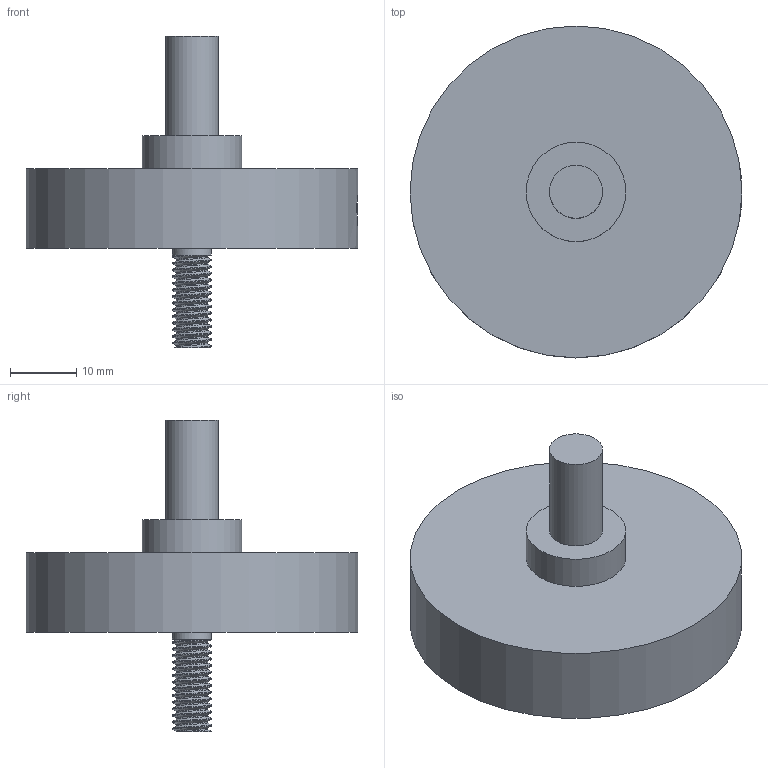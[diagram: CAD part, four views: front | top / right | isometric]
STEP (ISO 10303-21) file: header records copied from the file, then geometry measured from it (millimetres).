
FILE_DESCRIPTION(/* description */ (''),/* implementation_level */ '2;1');
FILE_NAME(/* name */ 'Cylindre v5.step',/* time_stamp */ '2023-04-30T15:47:48+02:00',/* author */ (''),/* organization */ (''),/* preprocessor_version */ 'ST-DEVELOPER v19.2',/* originating_system */ 'Autodesk Translation Framework v12.4.0.73',/* authorisation */ '');
FILE_SCHEMA (('AUTOMOTIVE_DESIGN { 1 0 10303 214 3 1 1 }'));
Length unit declared in the file: millimetre
Products named in the file (1): Cylindre
Bounding box: 50 x 50 x 47 mm (x, y, z)
Volume: 25289 mm3; surface area: 7115.3 mm2
Topology: 1 solids, 1 shells, 67 faces, 186 edges, 124 vertices
Faces by surface type: cylinder 55, plane 7, bspline 4, cone 1
Full cylindrical faces by diameter (mm): 4.744 x5, 5.035 x6, 5.884 x9, 6.147 x4, 8 x1, 15 x1, 50 x1
Entity records: 5289 total; most frequent: CARTESIAN_POINT 3766, ORIENTED_EDGE 370, DIRECTION 213, EDGE_CURVE 185, VERTEX_POINT 124, B_SPLINE_CURVE_WITH_KNOTS 116, AXIS2_PLACEMENT_3D 80, EDGE_LOOP 71
